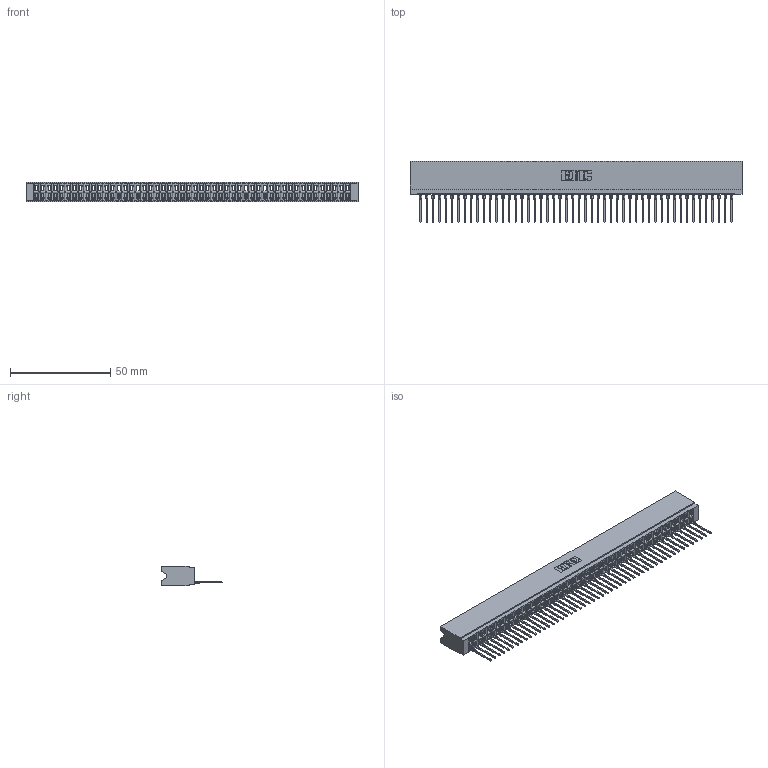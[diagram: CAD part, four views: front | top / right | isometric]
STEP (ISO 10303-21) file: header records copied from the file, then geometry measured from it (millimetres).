
FILE_DESCRIPTION (( 'STEP AP203' ), '1' );
FILE_NAME ('746-050-545-106.STEP', '2026-03-04T20:19:34', ( '' ), ( '' ), 'SwSTEP 2.0', 'SolidWorks 2023', '' );
FILE_SCHEMA (( 'CONFIG_CONTROL_DESIGN' ));
Length unit declared in the file: millimetre
Products named in the file (3): 746-050-545-106; 746 Part_.515 Slot Depth - 06; 746-292-001_545
Assembly tree (51 placements, depth 2):
  746-050-545-106
    746 Part_.515 Slot Depth - 06
    746-292-001_545  x50
Bounding box: 165.99 x 30.59 x 9.91 mm (x, y, z)
Volume: 17393.6 mm3; surface area: 26658 mm2
Topology: 51 solids, 51 shells, 5498 faces, 15615 edges, 10025 vertices
Faces by surface type: plane 3206, bspline 1000, cylinder 992, torus 300
Entity records: 74445 total; most frequent: CARTESIAN_POINT 14998, ORIENTED_EDGE 13100, DIRECTION 10824, EDGE_CURVE 6550, VECTOR 5866, LINE 5866, VERTEX_POINT 4341, AXIS2_PLACEMENT_3D 2479
